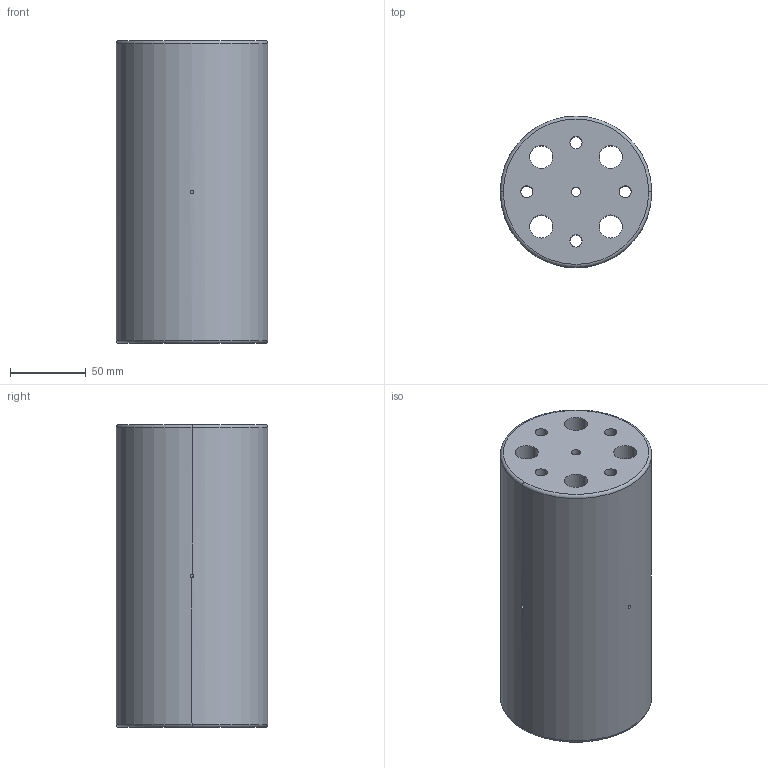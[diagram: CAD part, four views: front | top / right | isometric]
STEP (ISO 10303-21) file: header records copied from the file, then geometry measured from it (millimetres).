
FILE_DESCRIPTION (( 'STEP AP214' ), '1' );
FILE_NAME ('23-0383.STEP', '2022-11-08T08:47:58', ( '' ), ( '' ), 'SwSTEP 2.0', 'SolidWorks 2018', '' );
FILE_SCHEMA (( 'AUTOMOTIVE_DESIGN' ));
Length unit declared in the file: millimetre
Products named in the file (1): 23-0383
Bounding box: 100 x 100 x 200 mm (x, y, z)
Volume: 1378005.2 mm3; surface area: 138668 mm2
Topology: 1 solids, 1 shells, 34 faces, 96 edges, 60 vertices
Faces by surface type: cylinder 28, torus 4, plane 2
Entity records: 1654 total; most frequent: CARTESIAN_POINT 503, DIRECTION 198, ORIENTED_EDGE 192, EDGE_CURVE 96, AXIS2_PLACEMENT_3D 83, VERTEX_POINT 60, EDGE_LOOP 56, CIRCLE 48
